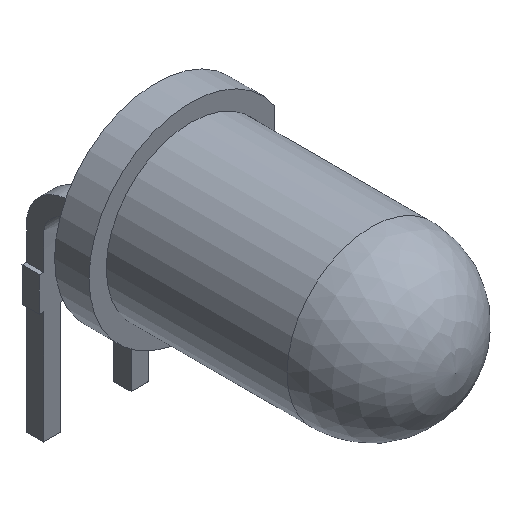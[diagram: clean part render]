
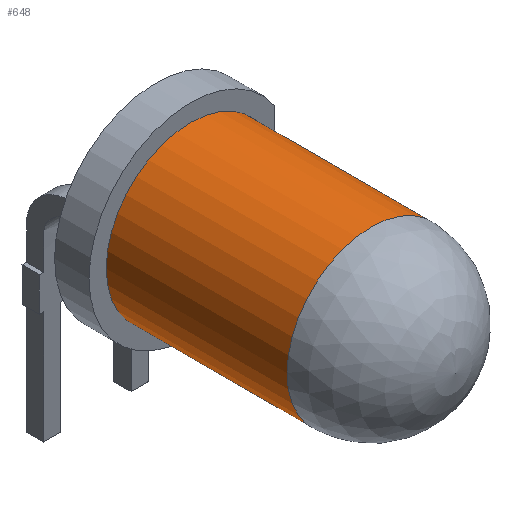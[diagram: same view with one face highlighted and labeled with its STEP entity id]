
A CAD part, isometric view. The second image highlights one B-rep face of the part: STEP entity #648.
In plain terms, the highlighted cylindrical face has radius 2.45 mm (diameter 4.9 mm), a full revolution.
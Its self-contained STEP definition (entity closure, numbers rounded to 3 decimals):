
#11=CYLINDRICAL_SURFACE('',#710,2.45);
#31=CIRCLE('',#703,2.45);
#33=CIRCLE('',#705,2.45);
#36=CIRCLE('',#711,2.45);
#37=CIRCLE('',#712,2.45);
#97=FACE_OUTER_BOUND('',#133,.T.);
#133=EDGE_LOOP('',(#570,#571,#572,#573,#574,#575));
#190=LINE('',#1861,#246);
#246=VECTOR('',#851,2.45);
#300=VERTEX_POINT('',#1561);
#301=VERTEX_POINT('',#1562);
#315=VERTEX_POINT('',#1858);
#316=VERTEX_POINT('',#1859);
#393=EDGE_CURVE('',#300,#301,#31,.T.);
#395=EDGE_CURVE('',#301,#300,#33,.T.);
#408=EDGE_CURVE('',#315,#316,#36,.T.);
#409=EDGE_CURVE('',#316,#300,#190,.T.);
#410=EDGE_CURVE('',#316,#315,#37,.T.);
#570=ORIENTED_EDGE('',*,*,#408,.T.);
#571=ORIENTED_EDGE('',*,*,#409,.T.);
#572=ORIENTED_EDGE('',*,*,#395,.F.);
#573=ORIENTED_EDGE('',*,*,#393,.F.);
#574=ORIENTED_EDGE('',*,*,#409,.F.);
#575=ORIENTED_EDGE('',*,*,#410,.T.);
#648=ADVANCED_FACE('',(#97),#11,.T.);
#703=AXIS2_PLACEMENT_3D('',#1563,#833,#834);
#705=AXIS2_PLACEMENT_3D('',#1566,#837,#838);
#710=AXIS2_PLACEMENT_3D('',#1857,#847,#848);
#711=AXIS2_PLACEMENT_3D('',#1860,#849,#850);
#712=AXIS2_PLACEMENT_3D('',#1862,#852,#853);
#833=DIRECTION('center_axis',(0.,-1.,0.));
#834=DIRECTION('ref_axis',(-0.814,0.,0.581));
#837=DIRECTION('center_axis',(0.,-1.,0.));
#838=DIRECTION('ref_axis',(-0.814,0.,0.581));
#847=DIRECTION('center_axis',(0.,1.,0.));
#848=DIRECTION('ref_axis',(1.,0.,0.));
#849=DIRECTION('center_axis',(0.,-1.,0.));
#850=DIRECTION('ref_axis',(1.,0.,0.));
#851=DIRECTION('',(0.,-1.,0.));
#852=DIRECTION('center_axis',(0.,-1.,0.));
#853=DIRECTION('ref_axis',(1.,0.,0.));
#1561=CARTESIAN_POINT('',(-2.45,-8.25,3.));
#1562=CARTESIAN_POINT('',(0.,-8.25,5.45));
#1563=CARTESIAN_POINT('Origin',(0.,-8.25,3.));
#1566=CARTESIAN_POINT('Origin',(0.,-8.25,3.));
#1857=CARTESIAN_POINT('Origin',(0.,-2.463,3.));
#1858=CARTESIAN_POINT('',(2.45,-3.,3.));
#1859=CARTESIAN_POINT('',(-2.45,-3.,3.));
#1860=CARTESIAN_POINT('Origin',(0.,-3.,3.));
#1861=CARTESIAN_POINT('',(-2.45,-2.463,3.));
#1862=CARTESIAN_POINT('Origin',(0.,-3.,3.));
